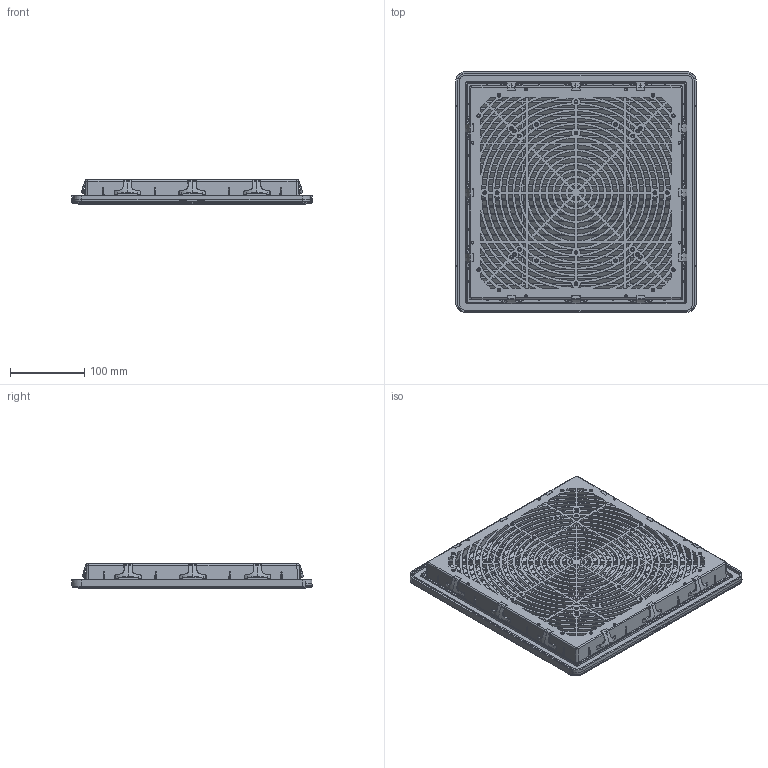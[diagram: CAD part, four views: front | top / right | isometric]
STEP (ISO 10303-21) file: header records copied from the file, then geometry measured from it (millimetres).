
FILE_DESCRIPTION(/* description */ (''),/* implementation_level */ '2;1');
FILE_NAME(/* name */ '323.stp',/* time_stamp */ '2022-12-05T09:54:22+08:00',/* author */ (''),/* organization */ (''),/* preprocessor_version */ 'ST-DEVELOPER v16.7',/* originating_system */ 'SIEMENS PLM Software NX 12.0',/* authorisation */ '');
FILE_SCHEMA (('AUTOMOTIVE_DESIGN { 1 0 10303 214 3 1 1 1 }'));
Products named in the file (1): AdmiA33CB01Ce7b3
Bounding box: 325.01 x 324.84 x 32.91 mm (x, y, z)
Volume: 465915.7 mm3; surface area: 540416.9 mm2
Topology: 14 solids, 14 shells, 3099 faces, 9280 edges, 6086 vertices
Faces by surface type: plane 1918, cone 485, cylinder 390, bspline 292, torus 14
Full cylindrical faces by diameter (mm): 2.5 x2, 3 x8, 3.38 x32, 3.5 x8, 5 x65
Entity records: 120769 total; most frequent: CARTESIAN_POINT 39744, ORIENTED_EDGE 18126, DIRECTION 14844, EDGE_CURVE 9063, VERTEX_POINT 6015, LINE 5152, VECTOR 5152, AXIS2_PLACEMENT_3D 4846
